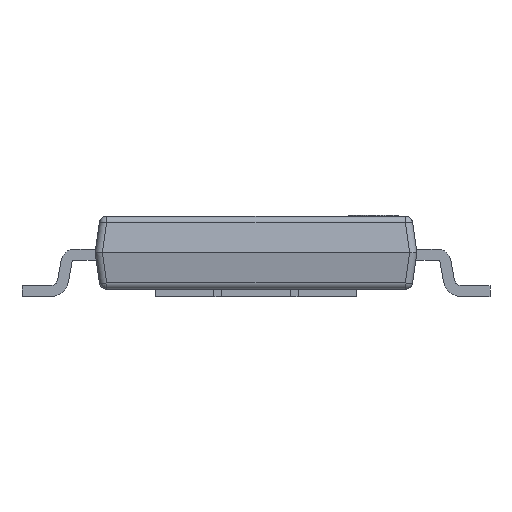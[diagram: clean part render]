
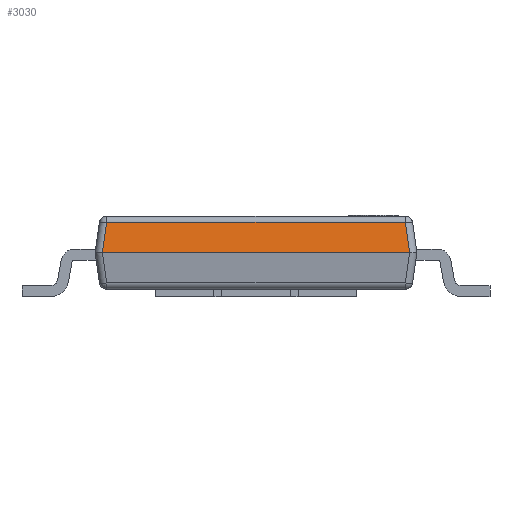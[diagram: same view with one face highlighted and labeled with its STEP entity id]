
A CAD part, left-side view. The second image highlights one B-rep face of the part: STEP entity #3030.
In plain terms, the highlighted planar face has unit normal (-0.99, 0, 0.139).
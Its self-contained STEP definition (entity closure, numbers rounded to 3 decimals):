
#479 = DIRECTION ( 'NONE',  ( 0., -1., 0. ) ) ;
#960 = VERTEX_POINT ( 'NONE', #21756 ) ;
#1719 = FACE_OUTER_BOUND ( 'NONE', #30671, .T. ) ;
#2618 = EDGE_CURVE ( 'NONE', #960, #14238, #3367, .T. ) ;
#2785 = VECTOR ( 'NONE', #29589, 1000. ) ;
#3030 = ADVANCED_FACE ( 'NONE', ( #1719 ), #4425, .T. ) ;
#3367 = LINE ( 'NONE', #29416, #2785 ) ;
#4425 = PLANE ( 'NONE',  #22313 ) ;
#6692 = ORIENTED_EDGE ( 'NONE', *, *, #28314, .T. ) ;
#6853 = CARTESIAN_POINT ( 'NONE',  ( -4.85, 2.101, 0. ) ) ;
#7018 = VERTEX_POINT ( 'NONE', #6853 ) ;
#7104 = LINE ( 'NONE', #21370, #15501 ) ;
#7724 = VERTEX_POINT ( 'NONE', #24809 ) ;
#7862 = ORIENTED_EDGE ( 'NONE', *, *, #30653, .T. ) ;
#9903 = CARTESIAN_POINT ( 'NONE',  ( -4.768, -2.019, 0.581 ) ) ;
#11452 = EDGE_CURVE ( 'NONE', #7018, #7724, #28877, .T. ) ;
#11462 = DIRECTION ( 'NONE',  ( -0.99, 0., 0.139 ) ) ;
#11501 = DIRECTION ( 'NONE',  ( -0.138, 0.138, -0.981 ) ) ;
#14238 = VERTEX_POINT ( 'NONE', #18093 ) ;
#15226 = CARTESIAN_POINT ( 'NONE',  ( -4.85, 2.2, 0. ) ) ;
#15501 = VECTOR ( 'NONE', #11501, 1000. ) ;
#17328 = VECTOR ( 'NONE', #479, 1000. ) ;
#18091 = VECTOR ( 'NONE', #21139, 1000. ) ;
#18093 = CARTESIAN_POINT ( 'NONE',  ( -4.792, 2.043, 0.414 ) ) ;
#21139 = DIRECTION ( 'NONE',  ( 0.138, 0.138, 0.981 ) ) ;
#21186 = CARTESIAN_POINT ( 'NONE',  ( -4.85, 2.2, 0. ) ) ;
#21370 = CARTESIAN_POINT ( 'NONE',  ( -4.852, 2.103, -0.013 ) ) ;
#21756 = CARTESIAN_POINT ( 'NONE',  ( -4.792, -2.043, 0.414 ) ) ;
#22313 = AXIS2_PLACEMENT_3D ( 'NONE', #21186, #11462, #28587 ) ;
#23540 = ORIENTED_EDGE ( 'NONE', *, *, #11452, .T. ) ;
#24809 = CARTESIAN_POINT ( 'NONE',  ( -4.85, -2.101, 0. ) ) ;
#25805 = LINE ( 'NONE', #9903, #18091 ) ;
#28314 = EDGE_CURVE ( 'NONE', #7724, #960, #25805, .T. ) ;
#28587 = DIRECTION ( 'NONE',  ( 0.139, 0., 0.99 ) ) ;
#28877 = LINE ( 'NONE', #15226, #17328 ) ;
#29416 = CARTESIAN_POINT ( 'NONE',  ( -4.792, 2.13, 0.414 ) ) ;
#29589 = DIRECTION ( 'NONE',  ( 0., 1., 0. ) ) ;
#30653 = EDGE_CURVE ( 'NONE', #14238, #7018, #7104, .T. ) ;
#30671 = EDGE_LOOP ( 'NONE', ( #23540, #6692, #31092, #7862 ) ) ;
#31092 = ORIENTED_EDGE ( 'NONE', *, *, #2618, .T. ) ;
